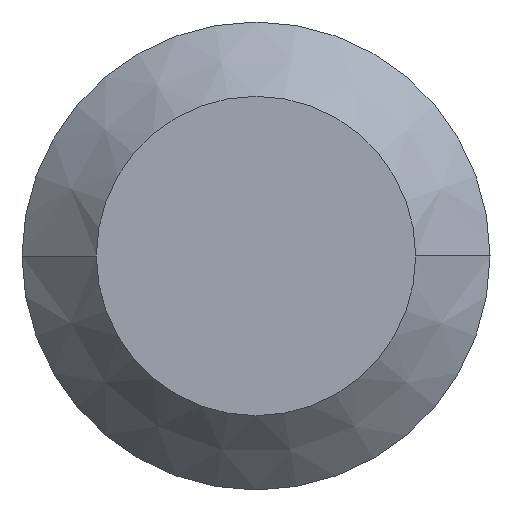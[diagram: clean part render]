
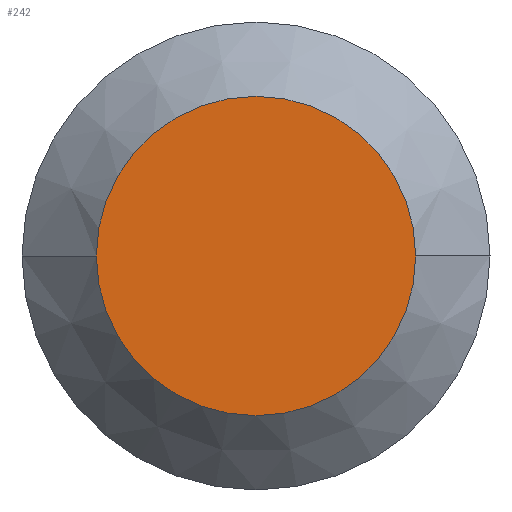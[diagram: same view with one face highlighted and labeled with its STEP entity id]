
A CAD part, left-side view. The second image highlights one B-rep face of the part: STEP entity #242.
In plain terms, the highlighted planar face has unit normal (-1, 0, 0).
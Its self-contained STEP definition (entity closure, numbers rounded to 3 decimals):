
#41 = DIRECTION ( 'NONE',  ( 0., -1., 0. ) ) ;
#61 = CARTESIAN_POINT ( 'NONE',  ( 0., 0., 0. ) ) ;
#66 = ORIENTED_EDGE ( 'NONE', *, *, #368, .F. ) ;
#79 = CARTESIAN_POINT ( 'NONE',  ( 0., 0., 0. ) ) ;
#100 = DIRECTION ( 'NONE',  ( 1., 0., 0. ) ) ;
#116 = EDGE_LOOP ( 'NONE', ( #66, #278 ) ) ;
#128 = CARTESIAN_POINT ( 'NONE',  ( 0., -1.365, 0. ) ) ;
#130 = CARTESIAN_POINT ( 'NONE',  ( 0., 1.365, 0. ) ) ;
#138 = VERTEX_POINT ( 'NONE', #128 ) ;
#150 = VERTEX_POINT ( 'NONE', #130 ) ;
#172 = AXIS2_PLACEMENT_3D ( 'NONE', #251, #381, #349 ) ;
#213 = CIRCLE ( 'NONE', #322, 1.365 ) ;
#226 = AXIS2_PLACEMENT_3D ( 'NONE', #61, #342, #41 ) ;
#234 = PLANE ( 'NONE',  #226 ) ;
#242 = ADVANCED_FACE ( 'NONE', ( #412 ), #234, .T. ) ;
#251 = CARTESIAN_POINT ( 'NONE',  ( 0., 0., 0. ) ) ;
#275 = DIRECTION ( 'NONE',  ( 0., 1., 0. ) ) ;
#278 = ORIENTED_EDGE ( 'NONE', *, *, #376, .F. ) ;
#284 = CIRCLE ( 'NONE', #172, 1.365 ) ;
#322 = AXIS2_PLACEMENT_3D ( 'NONE', #79, #100, #275 ) ;
#342 = DIRECTION ( 'NONE',  ( -1., 0., 0. ) ) ;
#349 = DIRECTION ( 'NONE',  ( 0., 1., 0. ) ) ;
#368 = EDGE_CURVE ( 'NONE', #150, #138, #213, .T. ) ;
#376 = EDGE_CURVE ( 'NONE', #138, #150, #284, .T. ) ;
#381 = DIRECTION ( 'NONE',  ( 1., 0., 0. ) ) ;
#412 = FACE_OUTER_BOUND ( 'NONE', #116, .T. ) ;
